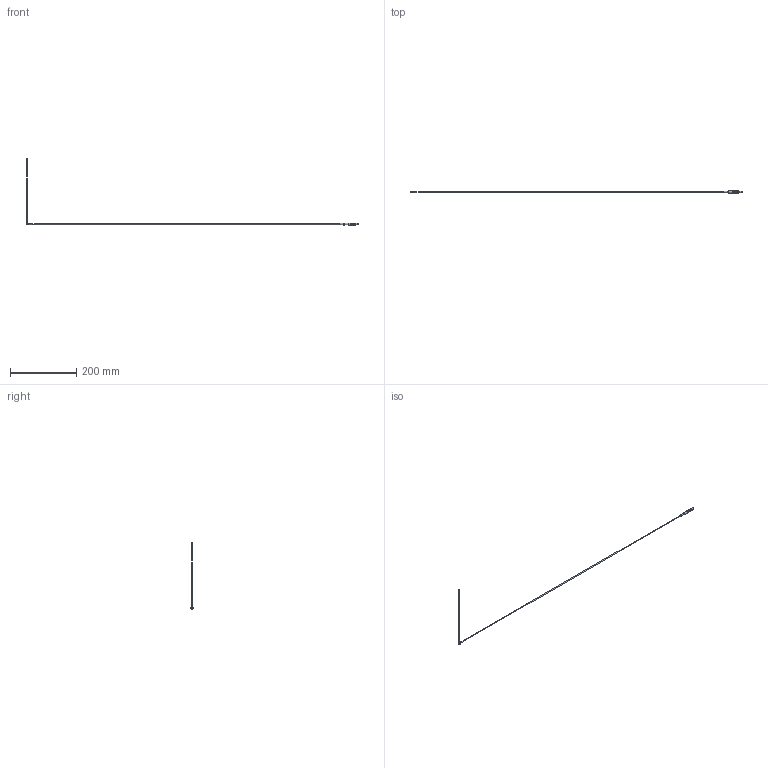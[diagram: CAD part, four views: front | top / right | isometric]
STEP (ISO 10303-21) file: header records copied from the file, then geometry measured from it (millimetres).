
FILE_DESCRIPTION( ( 'STEP AP214' ), '1' );
FILE_NAME( 'SSEEQ_020X200.step', '2018-07-12T05:25:57', ( ' ' ), ( ' ' ), 'XStep 1.0', ' ', ' ' );
FILE_SCHEMA( ( 'automotive_design' ) );
Length unit declared in the file: millimetre
Products named in the file (1): 1
Bounding box: 1006 x 6.4 x 201.2 mm (x, y, z)
Volume: 6836.9 mm3; surface area: 9884.5 mm2
Topology: 1 solids, 1 shells, 68 faces, 152 edges, 99 vertices
Faces by surface type: cylinder 24, plane 24, cone 9, torus 7, bspline 4
Full cylindrical faces by diameter (mm): 2 x1, 2.5 x1, 2.8 x1, 3.4 x1, 4.95 x1, 5 x1, 5.35 x1, 6 x3, 6.2 x1, 6.35 x2, 6.4 x1
Entity records: 3100 total; most frequent: CARTESIAN_POINT 1255, DIRECTION 262, ORIENTED_EDGE 226, AXIS2_PLACEMENT_3D 121, EDGE_CURVE 113, EDGE_LOOP 105, FACE_OUTER_BOUND 85, VERTEX_POINT 84
